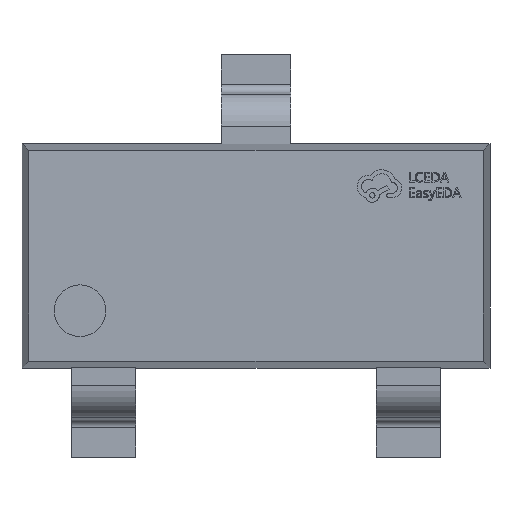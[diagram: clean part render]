
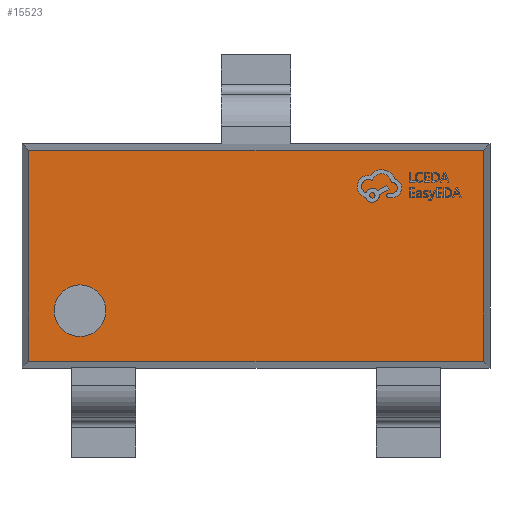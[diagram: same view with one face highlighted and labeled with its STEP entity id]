
A CAD part, top view. The second image highlights one B-rep face of the part: STEP entity #15523.
In plain terms, the highlighted planar face has unit normal (0, 0, 1).
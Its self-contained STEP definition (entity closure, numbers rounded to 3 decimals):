
#542 = DIRECTION ( 'NONE',  ( 0., 0., 1. ) ) ;
#643 = EDGE_CURVE ( 'NONE', #5288, #12390, #7534, .T. ) ;
#874 = CARTESIAN_POINT ( 'NONE',  ( 1.418, 0.658, 0.6 ) ) ;
#1013 = EDGE_CURVE ( 'NONE', #12390, #6291, #13667, .T. ) ;
#1563 = DIRECTION ( 'NONE',  ( 0., 0., 1. ) ) ;
#1903 = VECTOR ( 'NONE', #8547, 1000. ) ;
#1913 = ORIENTED_EDGE ( 'NONE', *, *, #16107, .F. ) ;
#1987 = DIRECTION ( 'NONE',  ( 1., 0., 0. ) ) ;
#2563 = EDGE_CURVE ( 'NONE', #6291, #11207, #11280, .T. ) ;
#3088 = LINE ( 'NONE', #12412, #9037 ) ;
#3463 = CARTESIAN_POINT ( 'NONE',  ( 1.418, 0.7, 0.6 ) ) ;
#3730 = CARTESIAN_POINT ( 'NONE',  ( 1.418, -0.658, 0.6 ) ) ;
#5037 = ORIENTED_EDGE ( 'NONE', *, *, #643, .T. ) ;
#5198 = DIRECTION ( 'NONE',  ( 0., -1., 0. ) ) ;
#5208 = ORIENTED_EDGE ( 'NONE', *, *, #1013, .T. ) ;
#5288 = VERTEX_POINT ( 'NONE', #16310 ) ;
#5511 = EDGE_CURVE ( 'NONE', #11207, #5288, #3088, .T. ) ;
#5549 = ORIENTED_EDGE ( 'NONE', *, *, #5511, .T. ) ;
#5803 = CARTESIAN_POINT ( 'NONE',  ( -1.098, -0.343, 0.6 ) ) ;
#5877 = CARTESIAN_POINT ( 'NONE',  ( -1.26, -0.343, 0.6 ) ) ;
#5915 = VECTOR ( 'NONE', #12766, 1000. ) ;
#5966 = AXIS2_PLACEMENT_3D ( 'NONE', #8570, #12416, #1987 ) ;
#6022 = CARTESIAN_POINT ( 'NONE',  ( -0.937, -0.343, 0.6 ) ) ;
#6291 = VERTEX_POINT ( 'NONE', #3730 ) ;
#6394 = EDGE_CURVE ( 'NONE', #9936, #12195, #10335, .T. ) ;
#7534 = LINE ( 'NONE', #17077, #15045 ) ;
#8325 = DIRECTION ( 'NONE',  ( 1., 0., 0. ) ) ;
#8547 = DIRECTION ( 'NONE',  ( 1., 0., 0. ) ) ;
#8570 = CARTESIAN_POINT ( 'NONE',  ( 0., 0., 0.6 ) ) ;
#9037 = VECTOR ( 'NONE', #9587, 1000. ) ;
#9339 = PLANE ( 'NONE',  #5966 ) ;
#9586 = EDGE_LOOP ( 'NONE', ( #12188, #1913 ) ) ;
#9587 = DIRECTION ( 'NONE',  ( -1., 0., 0. ) ) ;
#9936 = VERTEX_POINT ( 'NONE', #6022 ) ;
#10335 = CIRCLE ( 'NONE', #16988, 0.161 ) ;
#11137 = CARTESIAN_POINT ( 'NONE',  ( -1.46, -0.658, 0.6 ) ) ;
#11207 = VERTEX_POINT ( 'NONE', #874 ) ;
#11280 = LINE ( 'NONE', #3463, #5915 ) ;
#11678 = EDGE_LOOP ( 'NONE', ( #16099, #5549, #5037, #5208 ) ) ;
#11973 = DIRECTION ( 'NONE',  ( 1., 0., 0. ) ) ;
#12143 = FACE_BOUND ( 'NONE', #9586, .T. ) ;
#12188 = ORIENTED_EDGE ( 'NONE', *, *, #6394, .F. ) ;
#12191 = CARTESIAN_POINT ( 'NONE',  ( -1.418, -0.658, 0.6 ) ) ;
#12195 = VERTEX_POINT ( 'NONE', #5877 ) ;
#12390 = VERTEX_POINT ( 'NONE', #12191 ) ;
#12412 = CARTESIAN_POINT ( 'NONE',  ( -1.46, 0.658, 0.6 ) ) ;
#12416 = DIRECTION ( 'NONE',  ( 0., 0., 1. ) ) ;
#12766 = DIRECTION ( 'NONE',  ( 0., 1., 0. ) ) ;
#13667 = LINE ( 'NONE', #11137, #1903 ) ;
#15045 = VECTOR ( 'NONE', #5198, 1000. ) ;
#15523 = ADVANCED_FACE ( 'NONE', ( #12143, #15940 ), #9339, .T. ) ;
#15940 = FACE_OUTER_BOUND ( 'NONE', #11678, .T. ) ;
#16099 = ORIENTED_EDGE ( 'NONE', *, *, #2563, .T. ) ;
#16107 = EDGE_CURVE ( 'NONE', #12195, #9936, #16189, .T. ) ;
#16189 = CIRCLE ( 'NONE', #16740, 0.161 ) ;
#16197 = CARTESIAN_POINT ( 'NONE',  ( -1.098, -0.343, 0.6 ) ) ;
#16310 = CARTESIAN_POINT ( 'NONE',  ( -1.418, 0.658, 0.6 ) ) ;
#16740 = AXIS2_PLACEMENT_3D ( 'NONE', #16197, #1563, #11973 ) ;
#16988 = AXIS2_PLACEMENT_3D ( 'NONE', #5803, #542, #8325 ) ;
#17077 = CARTESIAN_POINT ( 'NONE',  ( -1.418, 0.7, 0.6 ) ) ;
